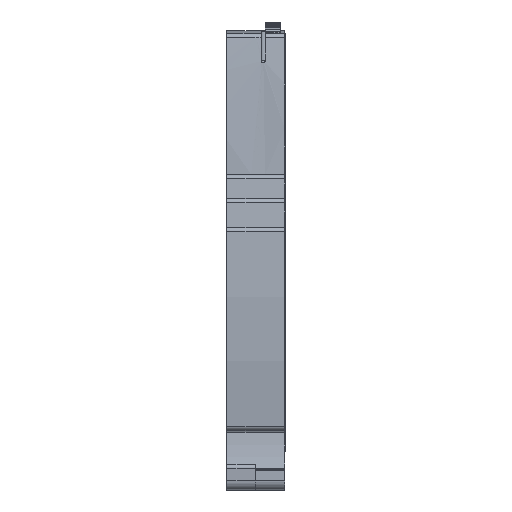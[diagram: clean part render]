
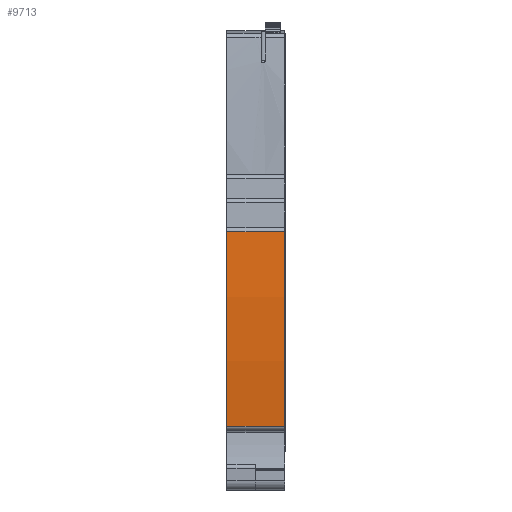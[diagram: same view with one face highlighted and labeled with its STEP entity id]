
A CAD part, front view. The second image highlights one B-rep face of the part: STEP entity #9713.
In plain terms, the highlighted cylindrical face has radius 202 mm (diameter 404 mm), a partial arc.
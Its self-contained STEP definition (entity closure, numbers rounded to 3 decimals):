
#1877=AXIS2_PLACEMENT_3D('Circle Axis2P3D',#1875,#1876,$) ;
#5435=AXIS2_PLACEMENT_3D('Circle Axis2P3D',#5433,#5434,$) ;
#9700=AXIS2_PLACEMENT_3D('Cylinder Axis2P3D',#9697,#9698,#9699) ;
#1872=CARTESIAN_POINT('Vertex',(12.05,0.609,53.828)) ;
#1875=CARTESIAN_POINT('Axis2P3D Location',(12.05,202.,38.15)) ;
#1879=CARTESIAN_POINT('Vertex',(12.05,1.531,13.327)) ;
#5430=CARTESIAN_POINT('Vertex',(0.,1.531,13.327)) ;
#5433=CARTESIAN_POINT('Axis2P3D Location',(0.,202.,38.15)) ;
#5437=CARTESIAN_POINT('Vertex',(0.,0.609,53.828)) ;
#9684=CARTESIAN_POINT('Line Origine',(1.94,0.609,53.828)) ;
#9697=CARTESIAN_POINT('Axis2P3D Location',(2.55,202.,38.15)) ;
#9702=CARTESIAN_POINT('Line Origine',(2.55,1.531,13.327)) ;
#1876=DIRECTION('Axis2P3D Direction',(1.,0.,0.)) ;
#5434=DIRECTION('Axis2P3D Direction',(1.,0.,0.)) ;
#9685=DIRECTION('Vector Direction',(1.,0.,0.)) ;
#9698=DIRECTION('Axis2P3D Direction',(1.,0.,0.)) ;
#9699=DIRECTION('Axis2P3D XDirection',(0.,-0.997,0.082)) ;
#9703=DIRECTION('Vector Direction',(1.,0.,0.)) ;
#9686=VECTOR('Line Direction',#9685,1.) ;
#9704=VECTOR('Line Direction',#9703,1.) ;
#9708=ORIENTED_EDGE('',*,*,#5439,.T.) ;
#9709=ORIENTED_EDGE('',*,*,#9706,.F.) ;
#9710=ORIENTED_EDGE('',*,*,#1881,.F.) ;
#9711=ORIENTED_EDGE('',*,*,#9688,.T.) ;
#9713=ADVANCED_FACE('KLEMME',(#9712),#9701,.T.) ;
#1878=CIRCLE('generated circle',#1877,202.) ;
#5436=CIRCLE('generated circle',#5435,202.) ;
#9701=CYLINDRICAL_SURFACE('generated cylinder',#9700,202.) ;
#1881=EDGE_CURVE('',#1873,#1880,#1878,.T.) ;
#5439=EDGE_CURVE('',#5438,#5431,#5436,.T.) ;
#9688=EDGE_CURVE('',#1873,#5438,#9687,.F.) ;
#9706=EDGE_CURVE('',#1880,#5431,#9705,.F.) ;
#9707=EDGE_LOOP('',(#9708,#9709,#9710,#9711)) ;
#9712=FACE_OUTER_BOUND('',#9707,.T.) ;
#9687=LINE('Line',#9684,#9686) ;
#9705=LINE('Line',#9702,#9704) ;
#1873=VERTEX_POINT('',#1872) ;
#1880=VERTEX_POINT('',#1879) ;
#5431=VERTEX_POINT('',#5430) ;
#5438=VERTEX_POINT('',#5437) ;
